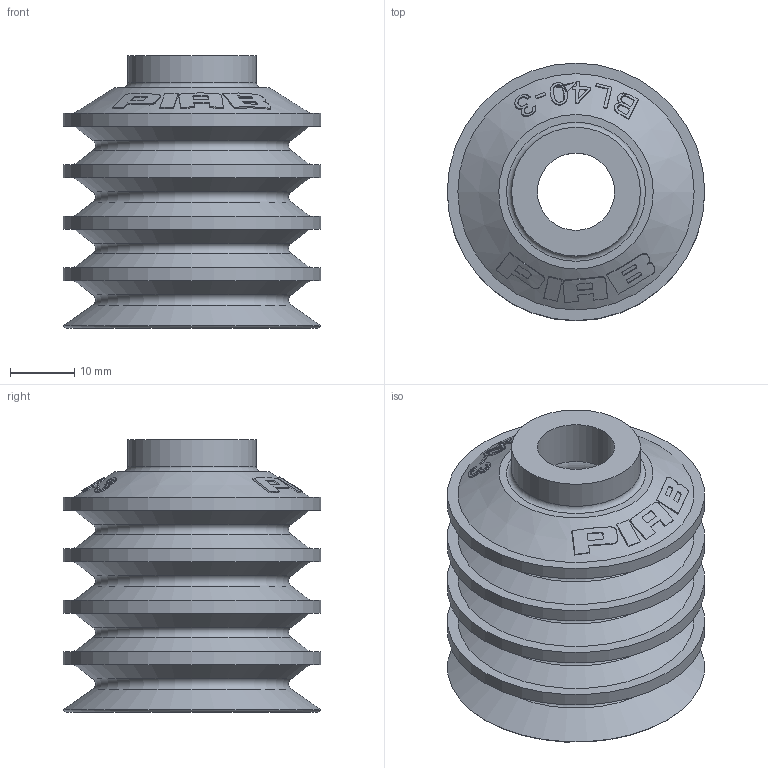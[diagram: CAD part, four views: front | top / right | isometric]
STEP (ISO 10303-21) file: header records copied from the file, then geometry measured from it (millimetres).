
FILE_DESCRIPTION( ( 'Unknown' ), '1' );
FILE_NAME( '0112667.stp', 'Unknown', ( 'Unknown' ), ( 'Unknown' ), 'XStep 1.0', 'Unknown', ' ' );
FILE_SCHEMA( ( 'CONFIG_CONTROL_DESIGN' ) );
Length unit declared in the file: millimetre
Products named in the file (1): 0111746-1
Bounding box: 40 x 40 x 42.4 mm (x, y, z)
Volume: 9391.6 mm3; surface area: 13752.7 mm2
Topology: 1 solids, 1 shells, 163 faces, 377 edges, 242 vertices
Faces by surface type: plane 79, cone 36, cylinder 22, torus 14, extrusion 12
Full cylindrical faces by diameter (mm): 12 x1, 20 x1, 40 x4
Entity records: 5379 total; most frequent: CARTESIAN_POINT 2173, ORIENTED_EDGE 662, DIRECTION 503, EDGE_CURVE 331, VERTEX_POINT 238, EDGE_LOOP 229, AXIS2_PLACEMENT_3D 200, B_SPLINE_CURVE_WITH_KNOTS 200
